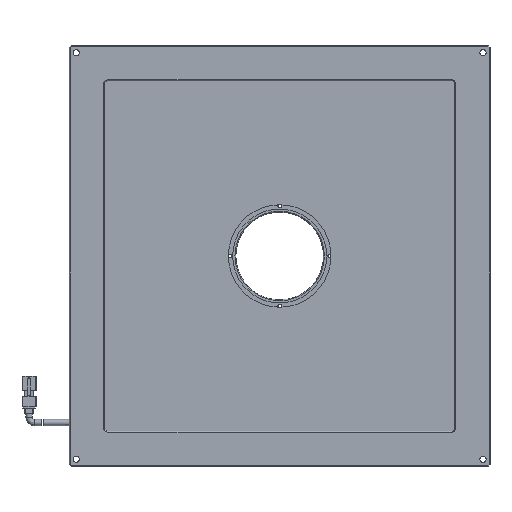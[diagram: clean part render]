
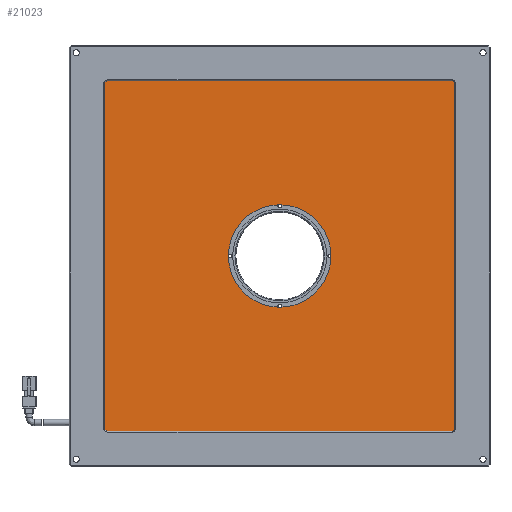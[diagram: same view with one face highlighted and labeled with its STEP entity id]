
A CAD part, top view. The second image highlights one B-rep face of the part: STEP entity #21023.
In plain terms, the highlighted planar face has unit normal (0, 0, 1).
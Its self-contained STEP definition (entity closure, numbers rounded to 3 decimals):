
#278 = CARTESIAN_POINT ( 'NONE',  ( 93.447, 126.044, 3.8 ) ) ;
#433 = DIRECTION ( 'NONE',  ( 0., 0., -1. ) ) ;
#710 = DIRECTION ( 'NONE',  ( -1., 0., 0. ) ) ;
#895 = CARTESIAN_POINT ( 'NONE',  ( 98.447, 131.044, 3.8 ) ) ;
#1110 = EDGE_CURVE ( 'NONE', #9359, #9225, #7109, .T. ) ;
#1234 = FACE_BOUND ( 'NONE', #6638, .T. ) ;
#1357 = VECTOR ( 'NONE', #8652, 1000. ) ;
#1977 = DIRECTION ( 'NONE',  ( 0., 0., -1. ) ) ;
#2178 = VERTEX_POINT ( 'NONE', #8426 ) ;
#2495 = CIRCLE ( 'NONE', #8244, 5. ) ;
#2996 = CARTESIAN_POINT ( 'NONE',  ( 93.447, -93.956, 3.8 ) ) ;
#3103 = AXIS2_PLACEMENT_3D ( 'NONE', #15301, #14475, #11737 ) ;
#3539 = DIRECTION ( 'NONE',  ( -1., 0., 0. ) ) ;
#3919 = EDGE_CURVE ( 'NONE', #2178, #14705, #6087, .T. ) ;
#4041 = CARTESIAN_POINT ( 'NONE',  ( -121.553, -93.956, 3.8 ) ) ;
#4416 = EDGE_CURVE ( 'NONE', #2178, #21200, #16089, .T. ) ;
#4704 = ORIENTED_EDGE ( 'NONE', *, *, #14376, .T. ) ;
#5109 = CARTESIAN_POINT ( 'NONE',  ( -121.553, 131.044, 3.8 ) ) ;
#5184 = VERTEX_POINT ( 'NONE', #4041 ) ;
#5196 = DIRECTION ( 'NONE',  ( 0., -1., 0. ) ) ;
#5384 = ORIENTED_EDGE ( 'NONE', *, *, #17222, .T. ) ;
#6087 = CIRCLE ( 'NONE', #15248, 5. ) ;
#6638 = EDGE_LOOP ( 'NONE', ( #5384, #17899 ) ) ;
#6914 = CARTESIAN_POINT ( 'NONE',  ( -43.303, 18.544, 3.8 ) ) ;
#6923 = VECTOR ( 'NONE', #14404, 1000. ) ;
#7109 = CIRCLE ( 'NONE', #12619, 5. ) ;
#7414 = EDGE_CURVE ( 'NONE', #13459, #9339, #16698, .T. ) ;
#7598 = DIRECTION ( 'NONE',  ( 0., 0., -1. ) ) ;
#7667 = EDGE_LOOP ( 'NONE', ( #19755, #9219, #4704, #13873, #19405, #20425, #10388, #15911 ) ) ;
#7751 = CIRCLE ( 'NONE', #20780, 5. ) ;
#7988 = CARTESIAN_POINT ( 'NONE',  ( -126.553, 131.044, 3.8 ) ) ;
#8244 = AXIS2_PLACEMENT_3D ( 'NONE', #19484, #14416, #12793 ) ;
#8426 = CARTESIAN_POINT ( 'NONE',  ( 93.447, 131.044, 3.8 ) ) ;
#8652 = DIRECTION ( 'NONE',  ( 1., 0., 0. ) ) ;
#9219 = ORIENTED_EDGE ( 'NONE', *, *, #16134, .F. ) ;
#9225 = VERTEX_POINT ( 'NONE', #2996 ) ;
#9339 = VERTEX_POINT ( 'NONE', #6914 ) ;
#9359 = VERTEX_POINT ( 'NONE', #20313 ) ;
#9758 = CIRCLE ( 'NONE', #10915, 29.25 ) ;
#10270 = VECTOR ( 'NONE', #13808, 1000. ) ;
#10388 = ORIENTED_EDGE ( 'NONE', *, *, #4416, .T. ) ;
#10411 = LINE ( 'NONE', #7988, #11187 ) ;
#10915 = AXIS2_PLACEMENT_3D ( 'NONE', #17727, #7598, #710 ) ;
#11187 = VECTOR ( 'NONE', #5196, 1000. ) ;
#11737 = DIRECTION ( 'NONE',  ( 1., 0., 0. ) ) ;
#12022 = EDGE_CURVE ( 'NONE', #16169, #13291, #10411, .T. ) ;
#12171 = LINE ( 'NONE', #895, #6923 ) ;
#12619 = AXIS2_PLACEMENT_3D ( 'NONE', #13417, #13498, #13354 ) ;
#12793 = DIRECTION ( 'NONE',  ( -1., 0., 0. ) ) ;
#13291 = VERTEX_POINT ( 'NONE', #17385 ) ;
#13354 = DIRECTION ( 'NONE',  ( -1., 0., 0. ) ) ;
#13417 = CARTESIAN_POINT ( 'NONE',  ( 93.447, -88.956, 3.8 ) ) ;
#13459 = VERTEX_POINT ( 'NONE', #19672 ) ;
#13498 = DIRECTION ( 'NONE',  ( 0., 0., -1. ) ) ;
#13808 = DIRECTION ( 'NONE',  ( -1., 0., 0. ) ) ;
#13873 = ORIENTED_EDGE ( 'NONE', *, *, #1110, .F. ) ;
#14376 = EDGE_CURVE ( 'NONE', #5184, #9225, #19380, .T. ) ;
#14404 = DIRECTION ( 'NONE',  ( 0., 1., 0. ) ) ;
#14416 = DIRECTION ( 'NONE',  ( 0., 0., -1. ) ) ;
#14475 = DIRECTION ( 'NONE',  ( 0., 0., 1. ) ) ;
#14636 = EDGE_CURVE ( 'NONE', #9359, #14705, #12171, .T. ) ;
#14705 = VERTEX_POINT ( 'NONE', #16545 ) ;
#15248 = AXIS2_PLACEMENT_3D ( 'NONE', #278, #433, #17290 ) ;
#15301 = CARTESIAN_POINT ( 'NONE',  ( -126.553, -93.956, 3.8 ) ) ;
#15469 = AXIS2_PLACEMENT_3D ( 'NONE', #15640, #1977, #3539 ) ;
#15522 = CARTESIAN_POINT ( 'NONE',  ( -121.553, 126.044, 3.8 ) ) ;
#15640 = CARTESIAN_POINT ( 'NONE',  ( -14.053, 18.544, 3.8 ) ) ;
#15911 = ORIENTED_EDGE ( 'NONE', *, *, #19249, .F. ) ;
#16025 = PLANE ( 'NONE',  #3103 ) ;
#16089 = LINE ( 'NONE', #20668, #10270 ) ;
#16134 = EDGE_CURVE ( 'NONE', #5184, #13291, #2495, .T. ) ;
#16169 = VERTEX_POINT ( 'NONE', #17999 ) ;
#16545 = CARTESIAN_POINT ( 'NONE',  ( 98.447, 126.044, 3.8 ) ) ;
#16698 = CIRCLE ( 'NONE', #15469, 29.25 ) ;
#17222 = EDGE_CURVE ( 'NONE', #9339, #13459, #9758, .T. ) ;
#17290 = DIRECTION ( 'NONE',  ( -1., 0., 0. ) ) ;
#17385 = CARTESIAN_POINT ( 'NONE',  ( -126.553, -88.956, 3.8 ) ) ;
#17403 = DIRECTION ( 'NONE',  ( -1., 0., 0. ) ) ;
#17416 = FACE_OUTER_BOUND ( 'NONE', #7667, .T. ) ;
#17478 = DIRECTION ( 'NONE',  ( 0., 0., -1. ) ) ;
#17727 = CARTESIAN_POINT ( 'NONE',  ( -14.053, 18.544, 3.8 ) ) ;
#17899 = ORIENTED_EDGE ( 'NONE', *, *, #7414, .T. ) ;
#17999 = CARTESIAN_POINT ( 'NONE',  ( -126.553, 126.044, 3.8 ) ) ;
#18815 = CARTESIAN_POINT ( 'NONE',  ( -126.553, -93.956, 3.8 ) ) ;
#19249 = EDGE_CURVE ( 'NONE', #16169, #21200, #7751, .T. ) ;
#19380 = LINE ( 'NONE', #18815, #1357 ) ;
#19405 = ORIENTED_EDGE ( 'NONE', *, *, #14636, .T. ) ;
#19484 = CARTESIAN_POINT ( 'NONE',  ( -121.553, -88.956, 3.8 ) ) ;
#19672 = CARTESIAN_POINT ( 'NONE',  ( 15.197, 18.544, 3.8 ) ) ;
#19755 = ORIENTED_EDGE ( 'NONE', *, *, #12022, .T. ) ;
#20313 = CARTESIAN_POINT ( 'NONE',  ( 98.447, -88.956, 3.8 ) ) ;
#20425 = ORIENTED_EDGE ( 'NONE', *, *, #3919, .F. ) ;
#20668 = CARTESIAN_POINT ( 'NONE',  ( -126.553, 131.044, 3.8 ) ) ;
#20780 = AXIS2_PLACEMENT_3D ( 'NONE', #15522, #17478, #17403 ) ;
#21023 = ADVANCED_FACE ( 'NONE', ( #17416, #1234 ), #16025, .T. ) ;
#21200 = VERTEX_POINT ( 'NONE', #5109 ) ;
